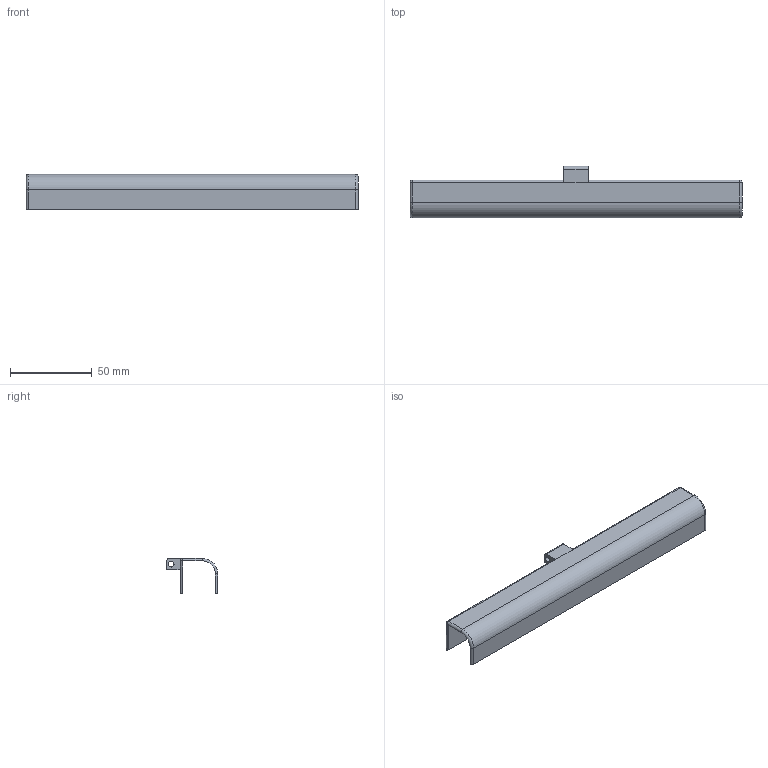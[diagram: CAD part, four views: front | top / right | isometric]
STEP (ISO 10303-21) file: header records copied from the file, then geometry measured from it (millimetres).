
FILE_DESCRIPTION(('FreeCAD Model'),'2;1');
FILE_NAME('Open CASCADE Shape Model','2024-04-16T12:52:20',(''),(''), 'Open CASCADE STEP processor 7.7','FreeCAD','Unknown');
FILE_SCHEMA(('AUTOMOTIVE_DESIGN { 1 0 10303 214 1 1 1 1 }'));
Length unit declared in the file: millimetre
Products named in the file (1): Body
Bounding box: 203 x 31.5 x 21.5 mm (x, y, z)
Volume: 18596.9 mm3; surface area: 25126.5 mm2
Topology: 1 solids, 1 shells, 39 faces, 89 edges, 52 vertices
Faces by surface type: plane 20, cylinder 15, sphere 2, torus 2
Full cylindrical faces by diameter (mm): 3.5 x1, 5 x1
Entity records: 1105 total; most frequent: DIRECTION 197, CARTESIAN_POINT 181, ORIENTED_EDGE 178, EDGE_CURVE 89, AXIS2_PLACEMENT_3D 68, LINE 61, VECTOR 61, VERTEX_POINT 52
